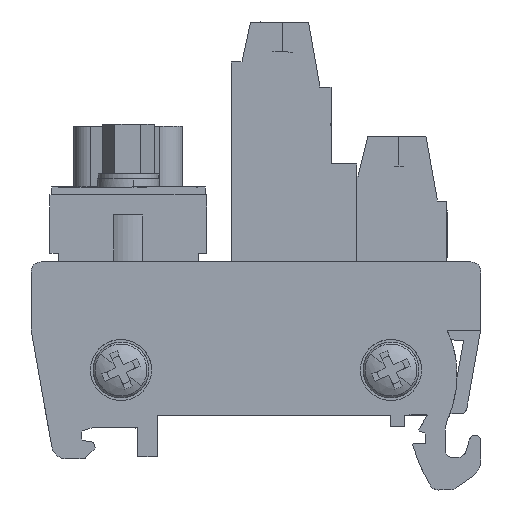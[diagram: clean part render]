
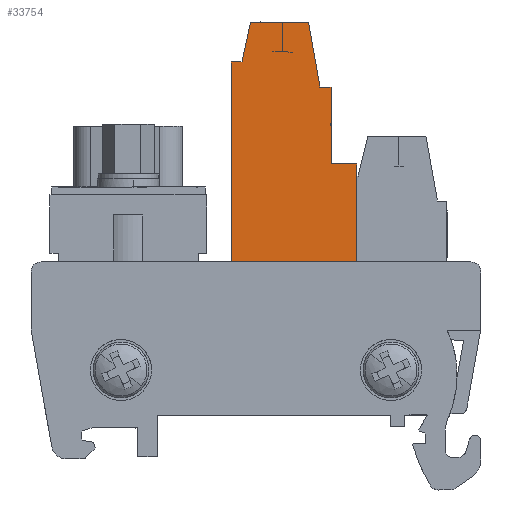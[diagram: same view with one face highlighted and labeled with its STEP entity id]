
A CAD part, left-side view. The second image highlights one B-rep face of the part: STEP entity #33754.
In plain terms, the highlighted planar face has unit normal (-1, 0, 0).
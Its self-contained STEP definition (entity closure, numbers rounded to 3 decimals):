
#33735=AXIS2_PLACEMENT_3D('Plane Axis2P3D',#33732,#33733,#33734) ;
#7114=CARTESIAN_POINT('Vertex',(6.8,12.4,21.6)) ;
#7117=CARTESIAN_POINT('Line Origine',(6.8,18.7,21.6)) ;
#7121=CARTESIAN_POINT('Vertex',(6.8,25.,21.6)) ;
#31227=CARTESIAN_POINT('Vertex',(6.8,15.,40.3)) ;
#31241=CARTESIAN_POINT('Vertex',(6.8,16.104,40.3)) ;
#31244=CARTESIAN_POINT('Line Origine',(6.8,15.552,40.3)) ;
#33077=CARTESIAN_POINT('Vertex',(6.8,23.9,42.8)) ;
#33091=CARTESIAN_POINT('Vertex',(6.8,25.,42.8)) ;
#33094=CARTESIAN_POINT('Line Origine',(6.8,24.45,42.8)) ;
#33118=CARTESIAN_POINT('Vertex',(6.8,15.,32.6)) ;
#33121=CARTESIAN_POINT('Line Origine',(6.8,13.7,32.6)) ;
#33125=CARTESIAN_POINT('Vertex',(6.8,12.4,32.6)) ;
#33153=CARTESIAN_POINT('Line Origine',(6.8,15.,36.45)) ;
#33265=CARTESIAN_POINT('Vertex',(6.8,17.25,46.8)) ;
#33268=CARTESIAN_POINT('Line Origine',(6.8,16.677,43.55)) ;
#33297=CARTESIAN_POINT('Vertex',(6.8,23.05,46.8)) ;
#33300=CARTESIAN_POINT('Line Origine',(6.8,20.15,46.8)) ;
#33375=CARTESIAN_POINT('Line Origine',(6.8,23.475,44.8)) ;
#33712=CARTESIAN_POINT('Line Origine',(6.8,12.4,27.1)) ;
#33732=CARTESIAN_POINT('Axis2P3D Location',(6.8,3.4,18.1)) ;
#33737=CARTESIAN_POINT('Line Origine',(6.8,25.,32.2)) ;
#7118=DIRECTION('Vector Direction',(0.,1.,0.)) ;
#31245=DIRECTION('Vector Direction',(0.,-1.,0.)) ;
#33095=DIRECTION('Vector Direction',(0.,1.,0.)) ;
#33122=DIRECTION('Vector Direction',(0.,1.,0.)) ;
#33154=DIRECTION('Vector Direction',(0.,0.,1.)) ;
#33269=DIRECTION('Vector Direction',(0.,0.174,0.985)) ;
#33301=DIRECTION('Vector Direction',(0.,1.,0.)) ;
#33376=DIRECTION('Vector Direction',(0.,0.208,-0.978)) ;
#33713=DIRECTION('Vector Direction',(0.,0.,1.)) ;
#33733=DIRECTION('Axis2P3D Direction',(-1.,0.,0.)) ;
#33734=DIRECTION('Axis2P3D XDirection',(0.,0.,1.)) ;
#33738=DIRECTION('Vector Direction',(0.,0.,1.)) ;
#7119=VECTOR('Line Direction',#7118,1.) ;
#31246=VECTOR('Line Direction',#31245,1.) ;
#33096=VECTOR('Line Direction',#33095,1.) ;
#33123=VECTOR('Line Direction',#33122,1.) ;
#33155=VECTOR('Line Direction',#33154,1.) ;
#33270=VECTOR('Line Direction',#33269,1.) ;
#33302=VECTOR('Line Direction',#33301,1.) ;
#33377=VECTOR('Line Direction',#33376,1.) ;
#33714=VECTOR('Line Direction',#33713,1.) ;
#33739=VECTOR('Line Direction',#33738,1.) ;
#33743=ORIENTED_EDGE('',*,*,#33127,.T.) ;
#33744=ORIENTED_EDGE('',*,*,#33157,.T.) ;
#33745=ORIENTED_EDGE('',*,*,#31248,.F.) ;
#33746=ORIENTED_EDGE('',*,*,#33272,.T.) ;
#33747=ORIENTED_EDGE('',*,*,#33304,.T.) ;
#33748=ORIENTED_EDGE('',*,*,#33379,.T.) ;
#33749=ORIENTED_EDGE('',*,*,#33098,.T.) ;
#33750=ORIENTED_EDGE('',*,*,#33741,.F.) ;
#33751=ORIENTED_EDGE('',*,*,#7123,.F.) ;
#33752=ORIENTED_EDGE('',*,*,#33716,.T.) ;
#33754=ADVANCED_FACE('NONE',(#33753),#33736,.T.) ;
#7123=EDGE_CURVE('',#7115,#7122,#7120,.T.) ;
#31248=EDGE_CURVE('',#31242,#31228,#31247,.T.) ;
#33098=EDGE_CURVE('',#33078,#33092,#33097,.T.) ;
#33127=EDGE_CURVE('',#33126,#33119,#33124,.T.) ;
#33157=EDGE_CURVE('',#33119,#31228,#33156,.T.) ;
#33272=EDGE_CURVE('',#31242,#33266,#33271,.T.) ;
#33304=EDGE_CURVE('',#33266,#33298,#33303,.T.) ;
#33379=EDGE_CURVE('',#33298,#33078,#33378,.T.) ;
#33716=EDGE_CURVE('',#7115,#33126,#33715,.T.) ;
#33741=EDGE_CURVE('',#7122,#33092,#33740,.T.) ;
#33742=EDGE_LOOP('',(#33743,#33744,#33745,#33746,#33747,#33748,#33749,#33750,#33751,#33752)) ;
#33753=FACE_OUTER_BOUND('',#33742,.T.) ;
#7120=LINE('Line',#7117,#7119) ;
#31247=LINE('Line',#31244,#31246) ;
#33097=LINE('Line',#33094,#33096) ;
#33124=LINE('Line',#33121,#33123) ;
#33156=LINE('Line',#33153,#33155) ;
#33271=LINE('Line',#33268,#33270) ;
#33303=LINE('Line',#33300,#33302) ;
#33378=LINE('Line',#33375,#33377) ;
#33715=LINE('Line',#33712,#33714) ;
#33740=LINE('Line',#33737,#33739) ;
#33736=PLANE('',#33735) ;
#7115=VERTEX_POINT('',#7114) ;
#7122=VERTEX_POINT('',#7121) ;
#31228=VERTEX_POINT('',#31227) ;
#31242=VERTEX_POINT('',#31241) ;
#33078=VERTEX_POINT('',#33077) ;
#33092=VERTEX_POINT('',#33091) ;
#33119=VERTEX_POINT('',#33118) ;
#33126=VERTEX_POINT('',#33125) ;
#33266=VERTEX_POINT('',#33265) ;
#33298=VERTEX_POINT('',#33297) ;
